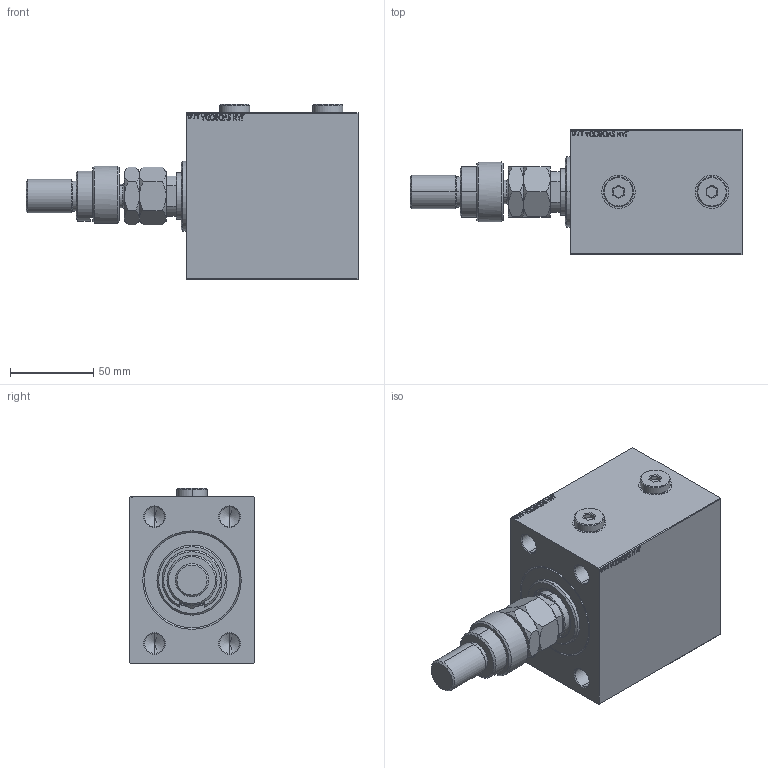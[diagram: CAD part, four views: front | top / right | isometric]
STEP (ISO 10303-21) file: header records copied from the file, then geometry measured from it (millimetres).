
FILE_DESCRIPTION (( 'STEP AP203' ), '1' );
FILE_NAME ('3d5d.STEP', '2024-02-12T23:41:49', ( '' ), ( '' ), 'SwSTEP 2.0', 'SolidWorks 2019', '' );
FILE_SCHEMA (( 'CONFIG_CONTROL_DESIGN' ));
Length unit declared in the file: millimetre
Products named in the file (8): FEMALE_PART_FOR_DFA e8edda1f9bb3bd6443ff5825589c3e47; DFA e8edda1f9bb3bd6443ff5825589c3e47; V450CM_B_VCP e8edda1f9bb3bd6443ff5825589c3e47; V450CM_B_Body e8edda1f9bb3bd6443ff5825589c3e47; V450CM_VC_B e8edda1f9bb3bd6443ff5825589c3e47; 3d5d; MFA e8edda1f9bb3bd6443ff5825589c3e47; Zatka_OIL_PORT e8edda1f9bb3bd6443ff5825589c3e47
Assembly tree (8 placements, depth 3):
  3d5d
    V450CM_B_Body e8edda1f9bb3bd6443ff5825589c3e47
    V450CM_B_VCP e8edda1f9bb3bd6443ff5825589c3e47
    V450CM_VC_B e8edda1f9bb3bd6443ff5825589c3e47
    DFA e8edda1f9bb3bd6443ff5825589c3e47
      FEMALE_PART_FOR_DFA e8edda1f9bb3bd6443ff5825589c3e47
      MFA e8edda1f9bb3bd6443ff5825589c3e47
    Zatka_OIL_PORT e8edda1f9bb3bd6443ff5825589c3e47  x2
Bounding box: 199 x 75 x 104.9 mm (x, y, z)
Volume: 757358.9 mm3; surface area: 113935 mm2
Topology: 7 solids, 7 shells, 1023 faces, 2562 edges, 1657 vertices
Faces by surface type: plane 464, bspline 380, cone 90, cylinder 85, torus 4
Entity records: 48554 total; most frequent: CARTESIAN_POINT 26271, ORIENTED_EDGE 5008, DIRECTION 3182, EDGE_CURVE 2504, VERTEX_POINT 1633, LINE 1438, VECTOR 1438, EDGE_LOOP 1135
